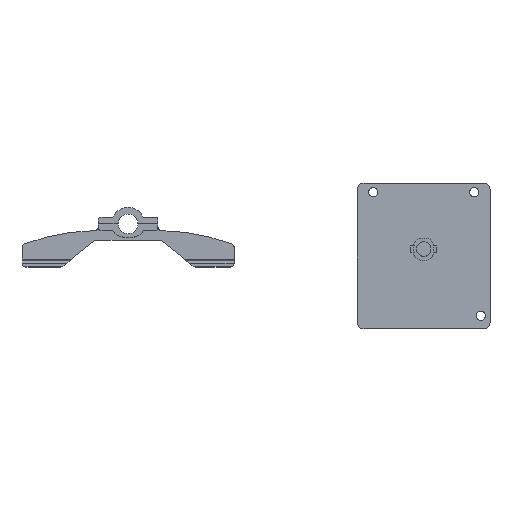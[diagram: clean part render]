
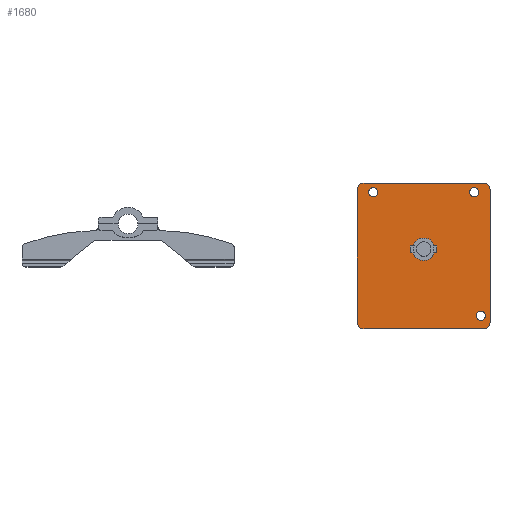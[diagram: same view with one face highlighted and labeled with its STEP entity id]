
A CAD part, top view. The second image highlights one B-rep face of the part: STEP entity #1680.
In plain terms, the highlighted planar face has unit normal (0, 0, 1).
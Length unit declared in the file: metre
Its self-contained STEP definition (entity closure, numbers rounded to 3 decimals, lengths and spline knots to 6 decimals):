
#67=CIRCLE('',#1824,0.0085);
#69=CIRCLE('',#1827,0.005);
#70=CIRCLE('',#1828,0.005);
#71=CIRCLE('',#1829,0.005);
#72=CIRCLE('',#1830,0.005);
#73=CIRCLE('',#1831,0.0035);
#74=CIRCLE('',#1832,0.0035);
#75=CIRCLE('',#1833,0.0035);
#76=CIRCLE('',#1834,0.0085);
#206=ORIENTED_EDGE('',*,*,#664,.F.);
#207=ORIENTED_EDGE('',*,*,#665,.T.);
#208=ORIENTED_EDGE('',*,*,#666,.T.);
#209=ORIENTED_EDGE('',*,*,#667,.T.);
#210=ORIENTED_EDGE('',*,*,#668,.T.);
#211=ORIENTED_EDGE('',*,*,#669,.T.);
#212=ORIENTED_EDGE('',*,*,#670,.F.);
#213=ORIENTED_EDGE('',*,*,#671,.T.);
#214=ORIENTED_EDGE('',*,*,#672,.F.);
#215=ORIENTED_EDGE('',*,*,#673,.T.);
#216=ORIENTED_EDGE('',*,*,#674,.F.);
#217=ORIENTED_EDGE('',*,*,#661,.F.);
#218=ORIENTED_EDGE('',*,*,#675,.T.);
#219=ORIENTED_EDGE('',*,*,#676,.T.);
#220=ORIENTED_EDGE('',*,*,#677,.F.);
#221=ORIENTED_EDGE('',*,*,#678,.F.);
#222=ORIENTED_EDGE('',*,*,#679,.F.);
#223=ORIENTED_EDGE('',*,*,#680,.F.);
#224=ORIENTED_EDGE('',*,*,#681,.T.);
#661=EDGE_CURVE('',#897,#898,#67,.T.);
#664=EDGE_CURVE('',#900,#901,#1064,.T.);
#665=EDGE_CURVE('',#900,#902,#69,.T.);
#666=EDGE_CURVE('',#902,#903,#1065,.T.);
#667=EDGE_CURVE('',#903,#904,#70,.T.);
#668=EDGE_CURVE('',#904,#905,#1066,.T.);
#669=EDGE_CURVE('',#905,#906,#71,.T.);
#670=EDGE_CURVE('',#907,#906,#1067,.T.);
#671=EDGE_CURVE('',#907,#901,#72,.T.);
#672=EDGE_CURVE('',#908,#908,#73,.T.);
#673=EDGE_CURVE('',#909,#909,#74,.T.);
#674=EDGE_CURVE('',#910,#910,#75,.T.);
#675=EDGE_CURVE('',#897,#911,#1068,.T.);
#676=EDGE_CURVE('',#911,#912,#1069,.T.);
#677=EDGE_CURVE('',#913,#912,#1070,.T.);
#678=EDGE_CURVE('',#914,#913,#76,.T.);
#679=EDGE_CURVE('',#915,#914,#1071,.T.);
#680=EDGE_CURVE('',#916,#915,#1072,.T.);
#681=EDGE_CURVE('',#916,#898,#1073,.T.);
#897=VERTEX_POINT('',#2567);
#898=VERTEX_POINT('',#2569);
#900=VERTEX_POINT('',#2575);
#901=VERTEX_POINT('',#2576);
#902=VERTEX_POINT('',#2578);
#903=VERTEX_POINT('',#2580);
#904=VERTEX_POINT('',#2582);
#905=VERTEX_POINT('',#2584);
#906=VERTEX_POINT('',#2586);
#907=VERTEX_POINT('',#2588);
#908=VERTEX_POINT('',#2591);
#909=VERTEX_POINT('',#2593);
#910=VERTEX_POINT('',#2595);
#911=VERTEX_POINT('',#2597);
#912=VERTEX_POINT('',#2599);
#913=VERTEX_POINT('',#2601);
#914=VERTEX_POINT('',#2603);
#915=VERTEX_POINT('',#2605);
#916=VERTEX_POINT('',#2607);
#1064=LINE('',#2574,#1231);
#1065=LINE('',#2579,#1232);
#1066=LINE('',#2583,#1233);
#1067=LINE('',#2587,#1234);
#1068=LINE('',#2596,#1235);
#1069=LINE('',#2598,#1236);
#1070=LINE('',#2600,#1237);
#1071=LINE('',#2604,#1238);
#1072=LINE('',#2606,#1239);
#1073=LINE('',#2608,#1240);
#1231=VECTOR('',#2059,1.);
#1232=VECTOR('',#2062,1.);
#1233=VECTOR('',#2065,1.);
#1234=VECTOR('',#2068,1.);
#1235=VECTOR('',#2077,1.);
#1236=VECTOR('',#2078,1.);
#1237=VECTOR('',#2079,1.);
#1238=VECTOR('',#2082,1.);
#1239=VECTOR('',#2083,1.);
#1240=VECTOR('',#2084,1.);
#1395=EDGE_LOOP('',(#206,#207,#208,#209,#210,#211,#212,#213));
#1396=EDGE_LOOP('',(#214));
#1397=EDGE_LOOP('',(#215));
#1398=EDGE_LOOP('',(#216));
#1399=EDGE_LOOP('',(#217,#218,#219,#220,#221,#222,#223,#224));
#1513=FACE_BOUND('',#1395,.T.);
#1514=FACE_BOUND('',#1396,.T.);
#1515=FACE_BOUND('',#1397,.T.);
#1516=FACE_BOUND('',#1398,.T.);
#1517=FACE_BOUND('',#1399,.T.);
#1618=PLANE('',#1826);
#1680=ADVANCED_FACE('',(#1513,#1514,#1515,#1516,#1517),#1618,.T.);
#1824=AXIS2_PLACEMENT_3D('',#2568,#2052,#2053);
#1826=AXIS2_PLACEMENT_3D('',#2573,#2057,#2058);
#1827=AXIS2_PLACEMENT_3D('',#2577,#2060,#2061);
#1828=AXIS2_PLACEMENT_3D('',#2581,#2063,#2064);
#1829=AXIS2_PLACEMENT_3D('',#2585,#2066,#2067);
#1830=AXIS2_PLACEMENT_3D('',#2589,#2069,#2070);
#1831=AXIS2_PLACEMENT_3D('',#2590,#2071,#2072);
#1832=AXIS2_PLACEMENT_3D('',#2592,#2073,#2074);
#1833=AXIS2_PLACEMENT_3D('',#2594,#2075,#2076);
#1834=AXIS2_PLACEMENT_3D('',#2602,#2080,#2081);
#2052=DIRECTION('',(0.,0.,1.));
#2053=DIRECTION('',(1.,0.,0.));
#2057=DIRECTION('',(0.,0.,1.));
#2058=DIRECTION('',(1.,0.,0.));
#2059=DIRECTION('',(1.,0.,0.));
#2060=DIRECTION('',(0.,0.,1.));
#2061=DIRECTION('',(1.,0.,0.));
#2062=DIRECTION('',(0.,-1.,0.));
#2063=DIRECTION('',(0.,0.,1.));
#2064=DIRECTION('',(1.,0.,0.));
#2065=DIRECTION('',(1.,0.,0.));
#2066=DIRECTION('',(0.,0.,1.));
#2067=DIRECTION('',(1.,0.,0.));
#2068=DIRECTION('',(0.,-1.,0.));
#2069=DIRECTION('',(0.,0.,1.));
#2070=DIRECTION('',(1.,0.,0.));
#2071=DIRECTION('',(0.,0.,1.));
#2072=DIRECTION('',(1.,0.,0.));
#2073=DIRECTION('',(0.,0.,-1.));
#2074=DIRECTION('',(1.,0.,0.));
#2075=DIRECTION('',(0.,0.,1.));
#2076=DIRECTION('',(1.,0.,0.));
#2077=DIRECTION('',(1.,0.,0.));
#2078=DIRECTION('',(0.,-1.,0.));
#2079=DIRECTION('',(1.,0.,0.));
#2080=DIRECTION('',(0.,0.,1.));
#2081=DIRECTION('',(1.,0.,0.));
#2082=DIRECTION('',(1.,0.,0.));
#2083=DIRECTION('',(0.,-1.,0.));
#2084=DIRECTION('',(1.,0.,0.));
#2567=CARTESIAN_POINT('',(0.058124,-0.0475,0.005));
#2568=CARTESIAN_POINT('',(0.05,-0.05,0.005));
#2569=CARTESIAN_POINT('',(0.041876,-0.0475,0.005));
#2573=CARTESIAN_POINT('',(0.05,-0.055,0.005));
#2574=CARTESIAN_POINT('',(0.012,0.,0.005));
#2575=CARTESIAN_POINT('',(0.005,0.,0.005));
#2576=CARTESIAN_POINT('',(0.095,0.,0.005));
#2577=CARTESIAN_POINT('',(0.005,-0.005,0.005));
#2578=CARTESIAN_POINT('',(0.,-0.005,0.005));
#2579=CARTESIAN_POINT('',(0.,-0.055,0.005));
#2580=CARTESIAN_POINT('',(0.,-0.105,0.005));
#2581=CARTESIAN_POINT('',(0.005,-0.105,0.005));
#2582=CARTESIAN_POINT('',(0.005,-0.11,0.005));
#2583=CARTESIAN_POINT('',(0.05,-0.11,0.005));
#2584=CARTESIAN_POINT('',(0.095,-0.11,0.005));
#2585=CARTESIAN_POINT('',(0.095,-0.105,0.005));
#2586=CARTESIAN_POINT('',(0.1,-0.105,0.005));
#2587=CARTESIAN_POINT('',(0.1,-0.1,0.005));
#2588=CARTESIAN_POINT('',(0.1,-0.005,0.005));
#2589=CARTESIAN_POINT('',(0.095,-0.005,0.005));
#2590=CARTESIAN_POINT('',(0.012,-0.007,0.005));
#2591=CARTESIAN_POINT('',(0.0155,-0.007,0.005));
#2592=CARTESIAN_POINT('',(0.088,-0.007,0.005));
#2593=CARTESIAN_POINT('',(0.0915,-0.007,0.005));
#2594=CARTESIAN_POINT('',(0.093,-0.1,0.005));
#2595=CARTESIAN_POINT('',(0.0965,-0.1,0.005));
#2596=CARTESIAN_POINT('',(0.06,-0.0475,0.005));
#2597=CARTESIAN_POINT('',(0.06,-0.0475,0.005));
#2598=CARTESIAN_POINT('',(0.06,-0.05,0.005));
#2599=CARTESIAN_POINT('',(0.06,-0.0525,0.005));
#2600=CARTESIAN_POINT('',(0.06,-0.0525,0.005));
#2601=CARTESIAN_POINT('',(0.058124,-0.0525,0.005));
#2602=CARTESIAN_POINT('',(0.05,-0.05,0.005));
#2603=CARTESIAN_POINT('',(0.041876,-0.0525,0.005));
#2604=CARTESIAN_POINT('',(0.06,-0.0525,0.005));
#2605=CARTESIAN_POINT('',(0.04,-0.0525,0.005));
#2606=CARTESIAN_POINT('',(0.04,-0.05,0.005));
#2607=CARTESIAN_POINT('',(0.04,-0.0475,0.005));
#2608=CARTESIAN_POINT('',(0.06,-0.0475,0.005));
